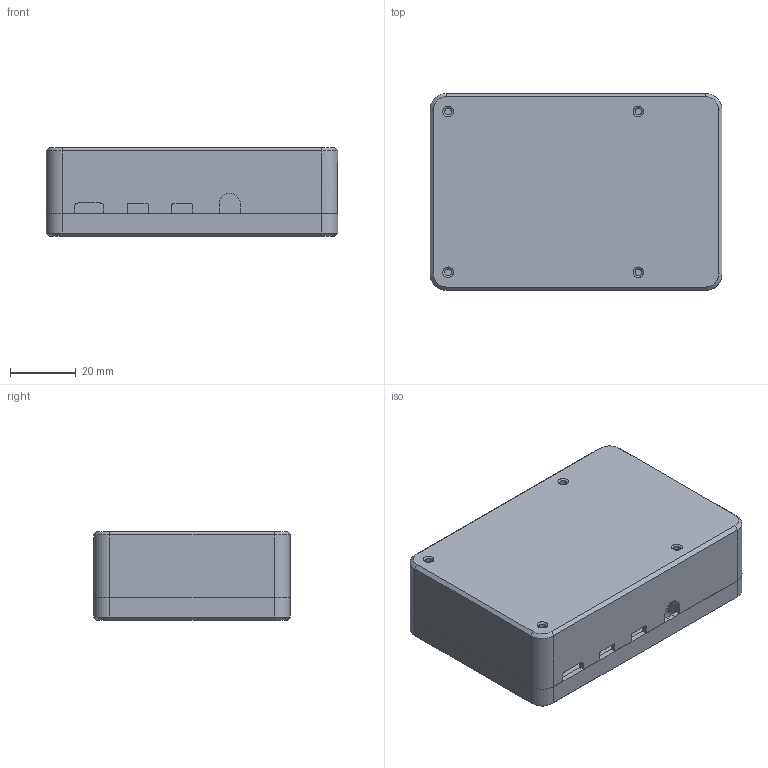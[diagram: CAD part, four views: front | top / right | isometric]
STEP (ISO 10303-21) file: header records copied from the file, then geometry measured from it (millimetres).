
FILE_DESCRIPTION(/* description */ (''),/* implementation_level */ '2;1');
FILE_NAME(/* name */ 'Raspberry_pi_4_case v2.step',/* time_stamp */ '2023-03-07T00:37:45+05:30',/* author */ (''),/* organization */ (''),/* preprocessor_version */ 'ST-DEVELOPER v19.2',/* originating_system */ 'Autodesk Translation Framework v11.17.0.187',/* authorisation */ '');
FILE_SCHEMA (('AUTOMOTIVE_DESIGN { 1 0 10303 214 3 1 1 }'));
Length unit declared in the file: millimetre
Products named in the file (1): Raspberry_pi_4_case
Bounding box: 89 x 60 x 27 mm (x, y, z)
Volume: 28519.6 mm3; surface area: 36193.3 mm2
Topology: 2 solids, 2 shells, 135 faces, 360 edges, 233 vertices
Faces by surface type: plane 69, cylinder 46, torus 12, cone 8
Full cylindrical faces by diameter (mm): 2 x4, 2.25 x4, 5.2 x4, 5.45 x4
Entity records: 4396 total; most frequent: CARTESIAN_POINT 910, DIRECTION 745, ORIENTED_EDGE 720, EDGE_CURVE 360, AXIS2_PLACEMENT_3D 270, VERTEX_POINT 233, LINE 205, VECTOR 205
